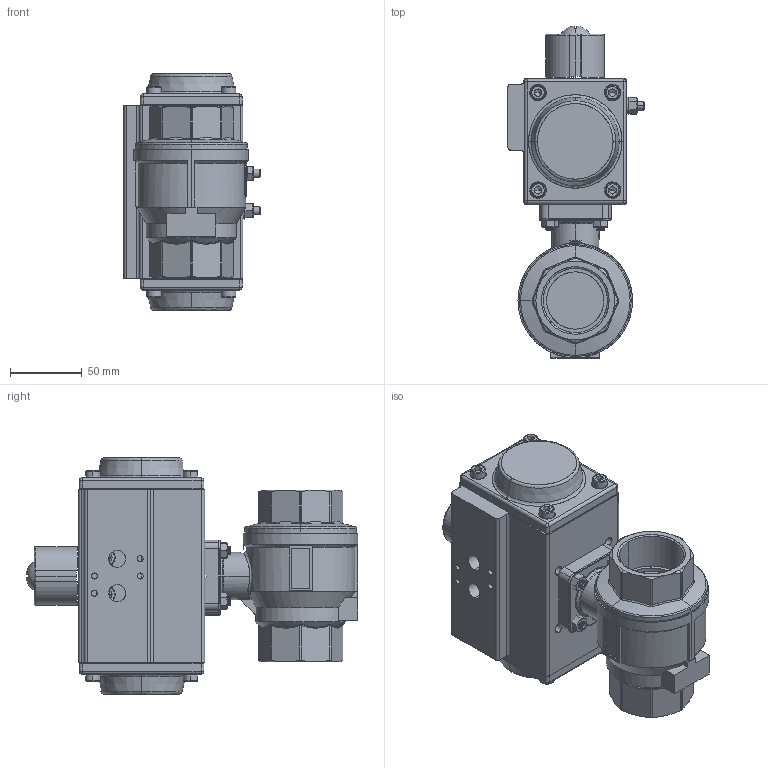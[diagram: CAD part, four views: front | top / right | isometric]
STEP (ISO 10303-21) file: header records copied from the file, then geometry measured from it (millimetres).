
FILE_DESCRIPTION (( 'STEP AP214' ), '1' );
FILE_NAME ('PK02_DN40_einfachwirkend (PK02010007).STEP', '2022-01-20T08:59:21', ( '' ), ( '' ), 'SwSTEP 2.0', 'SolidWorks 2021', '' );
FILE_SCHEMA (( 'AUTOMOTIVE_DESIGN' ));
Length unit declared in the file: metre
Products named in the file (1): PK02_DN40_einfachwirkend (PK02010007)
Bounding box: 95 x 231.65 x 165 mm (x, y, z)
Surface area: 154775.5 mm2 (no closed solid volume)
Topology: 0 solids, 710 shells, 897 faces, 4078 edges, 3852 vertices
Faces by surface type: plane 330, cylinder 258, cone 159, bspline 148, sphere 2
Entity records: 76423 total; most frequent: CARTESIAN_POINT 36317, DIRECTION 5671, ORIENTED_EDGE 4404, EDGE_CURVE 4054, VERTEX_POINT 3852, AXIS2_PLACEMENT_3D 1935, VECTOR 1801, LINE 1801
